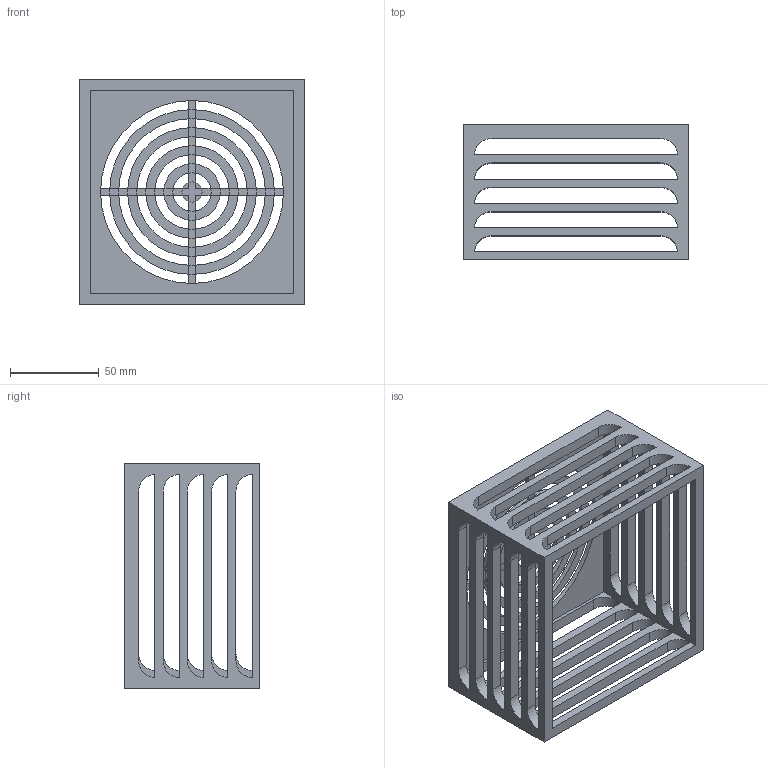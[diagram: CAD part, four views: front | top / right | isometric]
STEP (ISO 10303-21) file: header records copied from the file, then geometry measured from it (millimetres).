
FILE_DESCRIPTION(/* description */ ('STEP AP242','CAx-IF Rec.Pracs.---Representation and Presentation of Product Manufacturing Information (PMI)---4.0---2014-10-13','CAx-IF Rec.Pracs.---3D Tessellated Geometry---0.4---2014-09-14','2;1'),/* implementation_level */ '2;1');
FILE_NAME(/* name */ '66b15dd873c0dc0087640127',/* time_stamp */ '2024-08-05T23:18:49Z',/* author */ (''),/* organization */ (''),/* preprocessor_version */ 'ST-DEVELOPER v20',/* originating_system */ ' ',/* authorisation */ ' ');
FILE_SCHEMA (('AP242_MANAGED_MODEL_BASED_3D_ENGINEERING_MIM_LF { 1 0 10303 442 1 1 4 }'));
Length unit declared in the file: metre
Products named in the file (7): Part 7; Part 1; Part 3; Part 2; Part 6; Part 5; Part 4
Bounding box: 127 x 76.2 x 127 mm (x, y, z)
Volume: 128753.9 mm3; surface area: 92481.3 mm2
Topology: 7 solids, 7 shells, 131 faces, 356 edges, 234 vertices
Faces by surface type: plane 81, cylinder 50
Full cylindrical faces by diameter (mm): 11.405 x1, 21.565 x1, 31.725 x1, 41.885 x1, 52.045 x1, 62.205 x1, 72.365 x1, 82.525 x1, 92.685 x1, 102.845 x1
Entity records: 4363 total; most frequent: DIRECTION 732, CARTESIAN_POINT 718, ORIENTED_EDGE 692, EDGE_CURVE 346, AXIS2_PLACEMENT_3D 248, LINE 236, VECTOR 236, VERTEX_POINT 234
